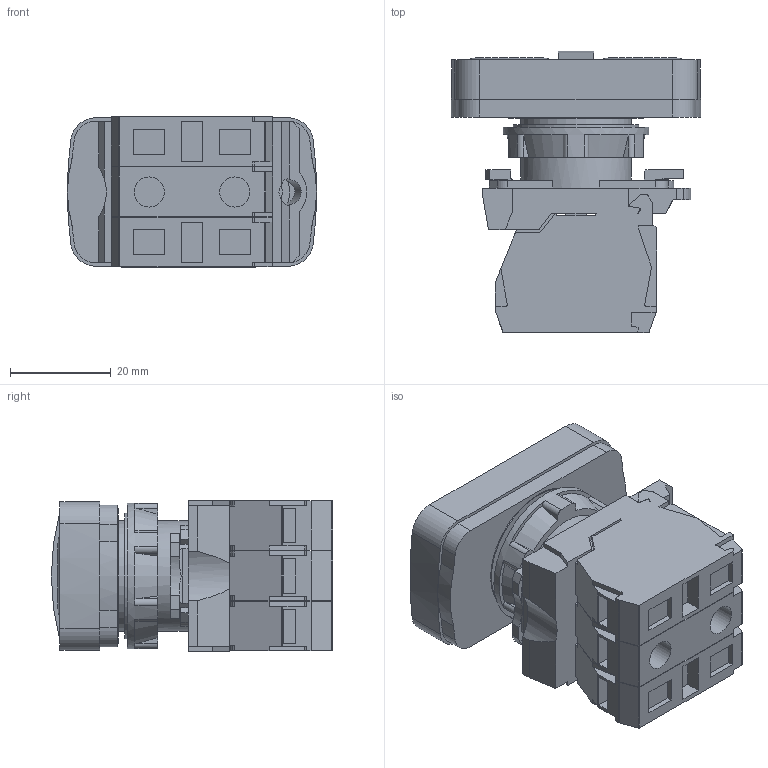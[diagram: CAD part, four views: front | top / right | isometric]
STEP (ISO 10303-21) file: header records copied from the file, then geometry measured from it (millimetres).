
FILE_DESCRIPTION(('STEP AP203'), '1');
FILE_NAME('MTB5-AW26317', '2025-05-12T07:54:11', (''), (''), 'C3D Converter', 'C3D Toolkit', '');
FILE_SCHEMA(('CONFIG_CONTROL_DESIGN'));
Length unit declared in the file: millimetre
Bounding box: 49.5 x 55.9 x 30 mm (x, y, z)
Volume: 47662.4 mm3; surface area: 19522.9 mm2
Topology: 1 solids, 2 shells, 649 faces, 1831 edges, 1203 vertices
Faces by surface type: plane 455, cylinder 177, torus 10, cone 6, extrusion 1
Full cylindrical faces by diameter (mm): 5.2 x1, 6 x2, 17 x2, 17.2 x2, 20.5 x1, 22 x2, 25 x1, 26.8 x1, 29 x1
Entity records: 27826 total; most frequent: CARTESIAN_POINT 5681, ORIENTED_EDGE 3620, DIRECTION 3429, EDGE_CURVE 1810, VECTOR 1305, LINE 1304, VERTEX_POINT 1201, AXIS2_PLACEMENT_3D 1062
